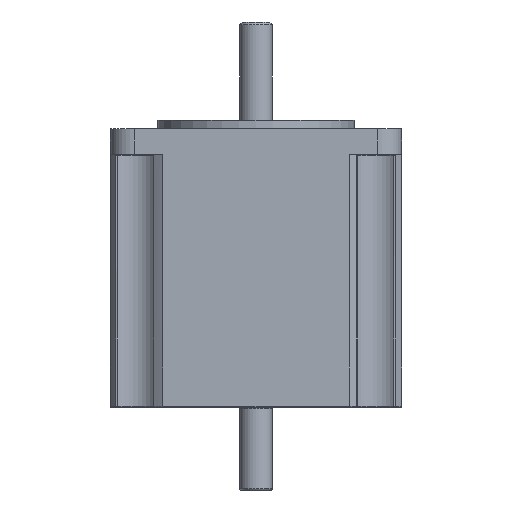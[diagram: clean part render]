
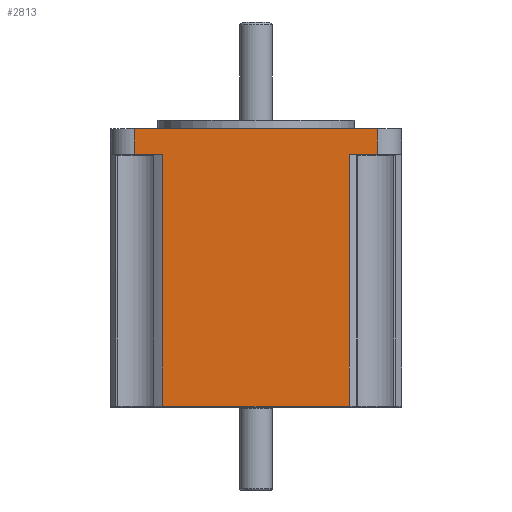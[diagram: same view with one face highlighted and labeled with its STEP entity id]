
A CAD part, front view. The second image highlights one B-rep face of the part: STEP entity #2813.
In plain terms, the highlighted planar face has unit normal (0, -1, 0).
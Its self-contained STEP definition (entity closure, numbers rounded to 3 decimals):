
#324 = VERTEX_POINT ( 'NONE', #5465 ) ;
#329 = EDGE_CURVE ( 'NONE', #6213, #324, #1683, .T. ) ;
#334 = VERTEX_POINT ( 'NONE', #793 ) ;
#335 = CARTESIAN_POINT ( 'NONE',  ( 23.6, -28.2, 0. ) ) ;
#457 = DIRECTION ( 'NONE',  ( 0., 0., 1. ) ) ;
#483 = CARTESIAN_POINT ( 'NONE',  ( 18.083, -28.2, -26.875 ) ) ;
#793 = CARTESIAN_POINT ( 'NONE',  ( -23.6, -28.2, 0. ) ) ;
#821 = DIRECTION ( 'NONE',  ( 0., -1., 0. ) ) ;
#1286 = EDGE_CURVE ( 'NONE', #3387, #4940, #4577, .T. ) ;
#1570 = EDGE_CURVE ( 'NONE', #334, #3045, #5412, .T. ) ;
#1683 = LINE ( 'NONE', #3460, #8654 ) ;
#1924 = CARTESIAN_POINT ( 'NONE',  ( 0., -28.2, -5. ) ) ;
#2001 = VECTOR ( 'NONE', #5951, 1000. ) ;
#2034 = EDGE_CURVE ( 'NONE', #3839, #4940, #2121, .T. ) ;
#2092 = VERTEX_POINT ( 'NONE', #335 ) ;
#2121 = LINE ( 'NONE', #7016, #2553 ) ;
#2290 = LINE ( 'NONE', #483, #5238 ) ;
#2353 = VECTOR ( 'NONE', #2764, 1000. ) ;
#2553 = VECTOR ( 'NONE', #3651, 1000. ) ;
#2764 = DIRECTION ( 'NONE',  ( -1., 0., 0. ) ) ;
#2809 = EDGE_LOOP ( 'NONE', ( #4002, #5047, #8146, #4569, #2883, #4870, #7256, #6000 ) ) ;
#2813 = ADVANCED_FACE ( 'NONE', ( #6636 ), #2814, .T. ) ;
#2814 = PLANE ( 'NONE',  #5200 ) ;
#2833 = DIRECTION ( 'NONE',  ( 0., 0., -1. ) ) ;
#2883 = ORIENTED_EDGE ( 'NONE', *, *, #1286, .F. ) ;
#2956 = LINE ( 'NONE', #5980, #2001 ) ;
#2964 = VECTOR ( 'NONE', #6158, 1000. ) ;
#2975 = CARTESIAN_POINT ( 'NONE',  ( 18.083, -28.2, -5. ) ) ;
#3018 = EDGE_CURVE ( 'NONE', #324, #2092, #6220, .T. ) ;
#3045 = VERTEX_POINT ( 'NONE', #4775 ) ;
#3139 = EDGE_CURVE ( 'NONE', #3045, #3839, #6828, .T. ) ;
#3205 = EDGE_CURVE ( 'NONE', #2092, #334, #2956, .T. ) ;
#3354 = CARTESIAN_POINT ( 'NONE',  ( 18.083, -28.2, -53.75 ) ) ;
#3387 = VERTEX_POINT ( 'NONE', #3354 ) ;
#3460 = CARTESIAN_POINT ( 'NONE',  ( 0., -28.2, -5. ) ) ;
#3496 = CARTESIAN_POINT ( 'NONE',  ( 23.6, -28.2, 0. ) ) ;
#3651 = DIRECTION ( 'NONE',  ( 0., 0., -1. ) ) ;
#3839 = VERTEX_POINT ( 'NONE', #4391 ) ;
#4002 = ORIENTED_EDGE ( 'NONE', *, *, #3205, .T. ) ;
#4253 = DIRECTION ( 'NONE',  ( 1., 0., 0. ) ) ;
#4391 = CARTESIAN_POINT ( 'NONE',  ( -18.083, -28.2, -5. ) ) ;
#4569 = ORIENTED_EDGE ( 'NONE', *, *, #2034, .T. ) ;
#4577 = LINE ( 'NONE', #5392, #2353 ) ;
#4740 = VECTOR ( 'NONE', #7304, 1000. ) ;
#4775 = CARTESIAN_POINT ( 'NONE',  ( -23.6, -28.2, -5. ) ) ;
#4870 = ORIENTED_EDGE ( 'NONE', *, *, #5629, .T. ) ;
#4940 = VERTEX_POINT ( 'NONE', #5836 ) ;
#5047 = ORIENTED_EDGE ( 'NONE', *, *, #1570, .T. ) ;
#5200 = AXIS2_PLACEMENT_3D ( 'NONE', #3496, #821, #5520 ) ;
#5238 = VECTOR ( 'NONE', #457, 1000. ) ;
#5392 = CARTESIAN_POINT ( 'NONE',  ( 0., -28.2, -53.75 ) ) ;
#5412 = LINE ( 'NONE', #8675, #8698 ) ;
#5465 = CARTESIAN_POINT ( 'NONE',  ( 23.6, -28.2, -5. ) ) ;
#5520 = DIRECTION ( 'NONE',  ( -1., 0., 0. ) ) ;
#5629 = EDGE_CURVE ( 'NONE', #3387, #6213, #2290, .T. ) ;
#5836 = CARTESIAN_POINT ( 'NONE',  ( -18.083, -28.2, -53.75 ) ) ;
#5951 = DIRECTION ( 'NONE',  ( -1., 0., 0. ) ) ;
#5980 = CARTESIAN_POINT ( 'NONE',  ( 0., -28.2, 0. ) ) ;
#6000 = ORIENTED_EDGE ( 'NONE', *, *, #3018, .T. ) ;
#6158 = DIRECTION ( 'NONE',  ( 0., 0., 1. ) ) ;
#6213 = VERTEX_POINT ( 'NONE', #2975 ) ;
#6220 = LINE ( 'NONE', #6855, #2964 ) ;
#6636 = FACE_OUTER_BOUND ( 'NONE', #2809, .T. ) ;
#6828 = LINE ( 'NONE', #1924, #4740 ) ;
#6855 = CARTESIAN_POINT ( 'NONE',  ( 23.6, -28.2, -26.875 ) ) ;
#7016 = CARTESIAN_POINT ( 'NONE',  ( -18.083, -28.2, -26.875 ) ) ;
#7256 = ORIENTED_EDGE ( 'NONE', *, *, #329, .T. ) ;
#7304 = DIRECTION ( 'NONE',  ( 1., 0., 0. ) ) ;
#8146 = ORIENTED_EDGE ( 'NONE', *, *, #3139, .T. ) ;
#8654 = VECTOR ( 'NONE', #4253, 1000. ) ;
#8675 = CARTESIAN_POINT ( 'NONE',  ( -23.6, -28.2, -26.875 ) ) ;
#8698 = VECTOR ( 'NONE', #2833, 1000. ) ;
